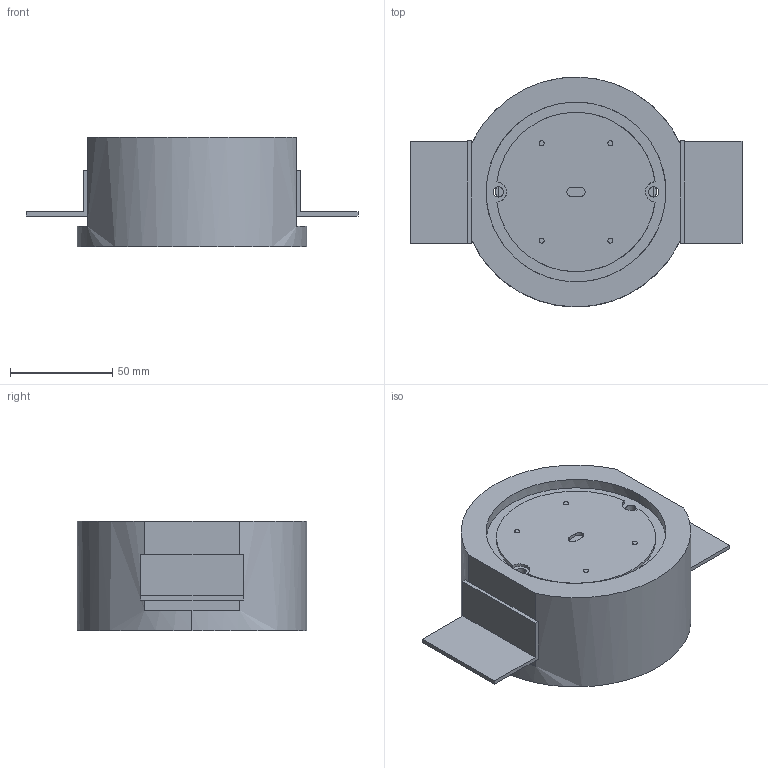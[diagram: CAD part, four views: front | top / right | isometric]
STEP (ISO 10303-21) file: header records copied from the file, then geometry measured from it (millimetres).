
FILE_DESCRIPTION(/* description */ (''),/* implementation_level */ '2;1');
FILE_NAME(/* name */ 'T337_Filiatra',/* time_stamp */ '2020-06-03T12:31:40+02:00',/* author */ (''),/* organization */ (''),/* preprocessor_version */ 'ST-DEVELOPER v16.5',/* originating_system */ '',/* authorisation */ '');
FILE_SCHEMA (('AUTOMOTIVE_DESIGN'));
Length unit declared in the file: millimetre
Products named in the file (1): Document
Bounding box: 162.5 x 112.49 x 53.5 mm (x, y, z)
Volume: 376022.2 mm3; surface area: 104980.8 mm2
Topology: 13 solids, 13 shells, 220 faces, 505 edges, 332 vertices
Faces by surface type: bspline 220
Entity records: 12737 total; most frequent: CARTESIAN_POINT 6463, ORIENTED_EDGE 1010, PCURVE 1010, DEFINITIONAL_REPRESENTATION 1010, B_SPLINE_CURVE_WITH_KNOTS 909, SURFACE_CURVE 505, EDGE_CURVE 505, VERTEX_POINT 332
